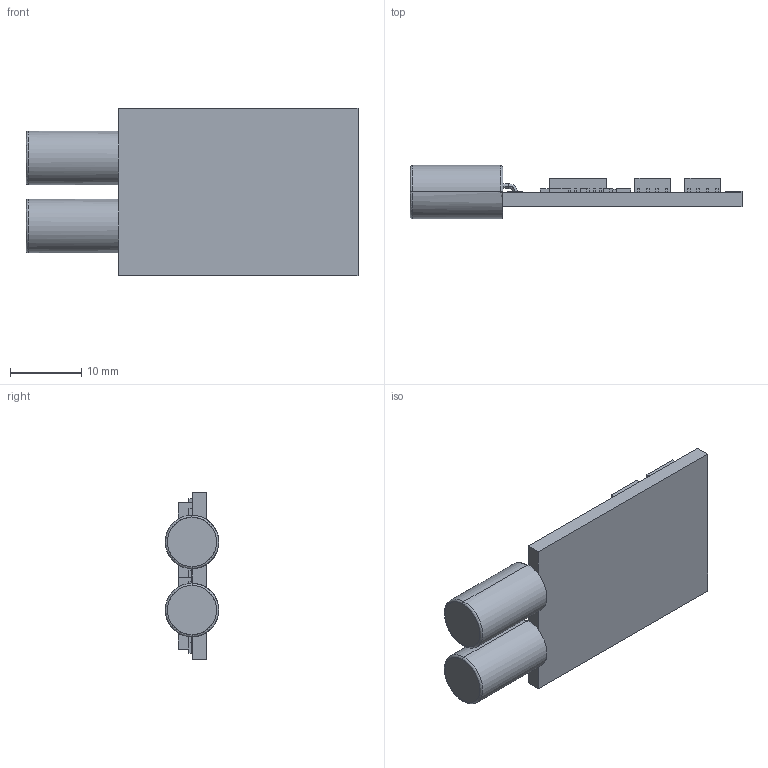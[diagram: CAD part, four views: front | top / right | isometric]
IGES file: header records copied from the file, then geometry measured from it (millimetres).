
Start section: SolidWorks IGES file using NURBS representation for surfaces
Global section: file name: 1hoch4_ESC_40.IGS; native system: SolidWorks 2006 by SolidWorks Corporation; preprocessor: SolidWorks 2006 by SolidWorks Corporation; author: Admin; date: 120310.215238; units: millimetre
Bounding box: 46.5 x 7.5 x 23.5 mm (x, y, z)
Surface area: 2940.5 mm2 (no closed solid volume)
Topology: 0 solids, 0 shells, 473 faces, 2954 edges, 2954 vertices
Faces by surface type: bspline 473
